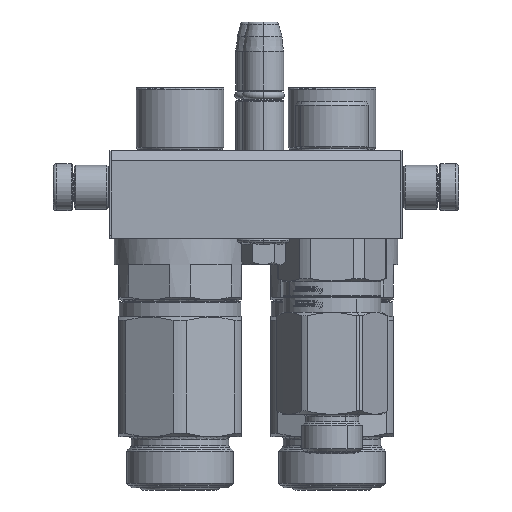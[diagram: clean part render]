
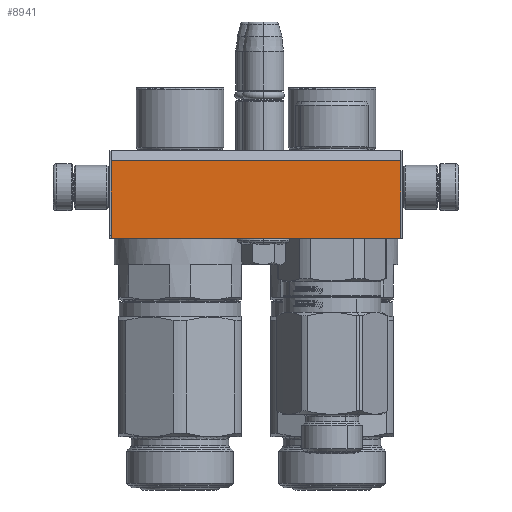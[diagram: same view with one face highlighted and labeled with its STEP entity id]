
A CAD part, left-side view. The second image highlights one B-rep face of the part: STEP entity #8941.
In plain terms, the highlighted face is planar.
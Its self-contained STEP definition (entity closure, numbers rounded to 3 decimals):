
#1652 = LINE ( 'NONE', #63816, #65653 ) ;
#2531 = ORIENTED_EDGE ( 'NONE', *, *, #14646, .F. ) ;
#4834 = DIRECTION ( 'NONE',  ( 1., 0., 0. ) ) ;
#5379 = ORIENTED_EDGE ( 'NONE', *, *, #8249, .T. ) ;
#8249 = EDGE_CURVE ( 'NONE', #25235, #23110, #29064, .T. ) ;
#8446 = DIRECTION ( 'NONE',  ( 1., 0., 0. ) ) ;
#8613 = VECTOR ( 'NONE', #4834, 1000. ) ;
#8941 = ADVANCED_FACE ( 'NONE', ( #42863 ), #61362, .T. ) ;
#12057 = VECTOR ( 'NONE', #31433, 1000. ) ;
#12391 = DIRECTION ( 'NONE',  ( 1., 0., 0. ) ) ;
#13702 = LINE ( 'NONE', #52562, #12057 ) ;
#14646 = EDGE_CURVE ( 'NONE', #25235, #56213, #1652, .T. ) ;
#18120 = CARTESIAN_POINT ( 'NONE',  ( -49.5, -15., 56. ) ) ;
#23110 = VERTEX_POINT ( 'NONE', #67870 ) ;
#24706 = CARTESIAN_POINT ( 'NONE',  ( -50., -15., 56. ) ) ;
#25235 = VERTEX_POINT ( 'NONE', #64458 ) ;
#29064 = LINE ( 'NONE', #18120, #55323 ) ;
#31433 = DIRECTION ( 'NONE',  ( 0., 1., 0. ) ) ;
#32119 = ORIENTED_EDGE ( 'NONE', *, *, #52050, .T. ) ;
#34231 = EDGE_CURVE ( 'NONE', #56213, #47603, #44666, .T. ) ;
#42720 = AXIS2_PLACEMENT_3D ( 'NONE', #24706, #50597, #8446 ) ;
#42863 = FACE_OUTER_BOUND ( 'NONE', #52853, .T. ) ;
#44666 = LINE ( 'NONE', #66541, #8613 ) ;
#47603 = VERTEX_POINT ( 'NONE', #67905 ) ;
#50597 = DIRECTION ( 'NONE',  ( 0., 0., 1. ) ) ;
#52050 = EDGE_CURVE ( 'NONE', #23110, #47603, #13702, .T. ) ;
#52562 = CARTESIAN_POINT ( 'NONE',  ( 49.5, -15., 56. ) ) ;
#52853 = EDGE_LOOP ( 'NONE', ( #5379, #32119, #62626, #2531 ) ) ;
#55323 = VECTOR ( 'NONE', #12391, 1000. ) ;
#56213 = VERTEX_POINT ( 'NONE', #65052 ) ;
#61362 = PLANE ( 'NONE',  #42720 ) ;
#62626 = ORIENTED_EDGE ( 'NONE', *, *, #34231, .F. ) ;
#63816 = CARTESIAN_POINT ( 'NONE',  ( -49.5, -15., 56. ) ) ;
#64048 = DIRECTION ( 'NONE',  ( 0., 1., 0. ) ) ;
#64458 = CARTESIAN_POINT ( 'NONE',  ( -49.5, -15., 56. ) ) ;
#65052 = CARTESIAN_POINT ( 'NONE',  ( -49.5, 11.536, 56. ) ) ;
#65653 = VECTOR ( 'NONE', #64048, 1000. ) ;
#66541 = CARTESIAN_POINT ( 'NONE',  ( -49.5, 11.536, 56. ) ) ;
#67870 = CARTESIAN_POINT ( 'NONE',  ( 49.5, -15., 56. ) ) ;
#67905 = CARTESIAN_POINT ( 'NONE',  ( 49.5, 11.536, 56. ) ) ;
